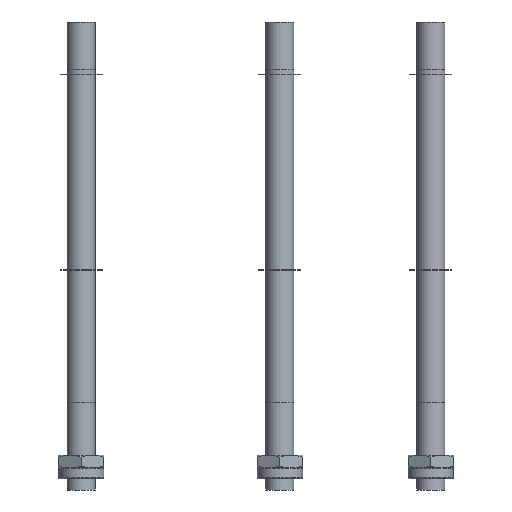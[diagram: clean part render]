
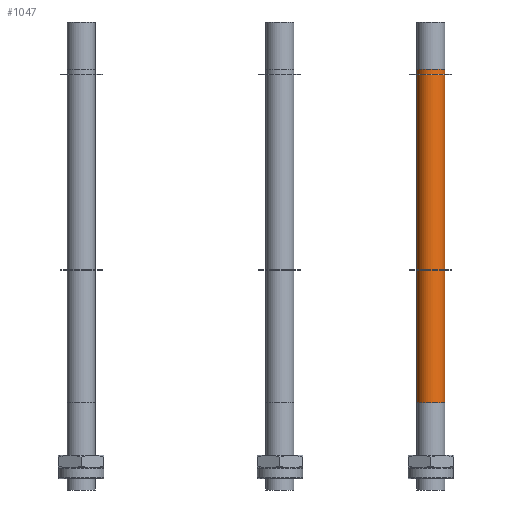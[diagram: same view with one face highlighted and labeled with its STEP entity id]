
A CAD part, front view. The second image highlights one B-rep face of the part: STEP entity #1047.
In plain terms, the highlighted cylindrical face has radius 4 mm (diameter 8 mm), a full revolution.
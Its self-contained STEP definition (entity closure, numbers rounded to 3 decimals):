
#179=ORIENTED_EDGE('',*,*,#370,.F.);
#180=ORIENTED_EDGE('',*,*,#372,.F.);
#370=EDGE_CURVE('',#467,#467,#528,.T.);
#372=EDGE_CURVE('',#469,#469,#530,.T.);
#467=VERTEX_POINT('',#1406);
#469=VERTEX_POINT('',#1411);
#528=CIRCLE('',#1113,4.);
#530=CIRCLE('',#1116,4.);
#574=EDGE_LOOP('',(#179));
#575=EDGE_LOOP('',(#180));
#638=FACE_BOUND('',#574,.T.);
#639=FACE_BOUND('',#575,.T.);
#700=CYLINDRICAL_SURFACE('',#1117,4.);
#1047=ADVANCED_FACE('',(#638,#639),#700,.T.);
#1113=AXIS2_PLACEMENT_3D('',#1405,#1211,#1212);
#1116=AXIS2_PLACEMENT_3D('',#1410,#1217,#1218);
#1117=AXIS2_PLACEMENT_3D('',#1412,#1219,#1220);
#1211=DIRECTION('',(0.,0.,1.));
#1212=DIRECTION('',(-1.,0.,0.));
#1217=DIRECTION('',(0.,0.,-1.));
#1218=DIRECTION('',(-1.,0.,0.));
#1219=DIRECTION('',(0.,0.,-1.));
#1220=DIRECTION('',(-1.,0.,0.));
#1405=CARTESIAN_POINT('',(0.,0.,120.5));
#1406=CARTESIAN_POINT('',(-4.,0.,120.5));
#1410=CARTESIAN_POINT('',(0.,0.,25.));
#1411=CARTESIAN_POINT('',(-4.,0.,25.));
#1412=CARTESIAN_POINT('',(0.,0.,134.));
